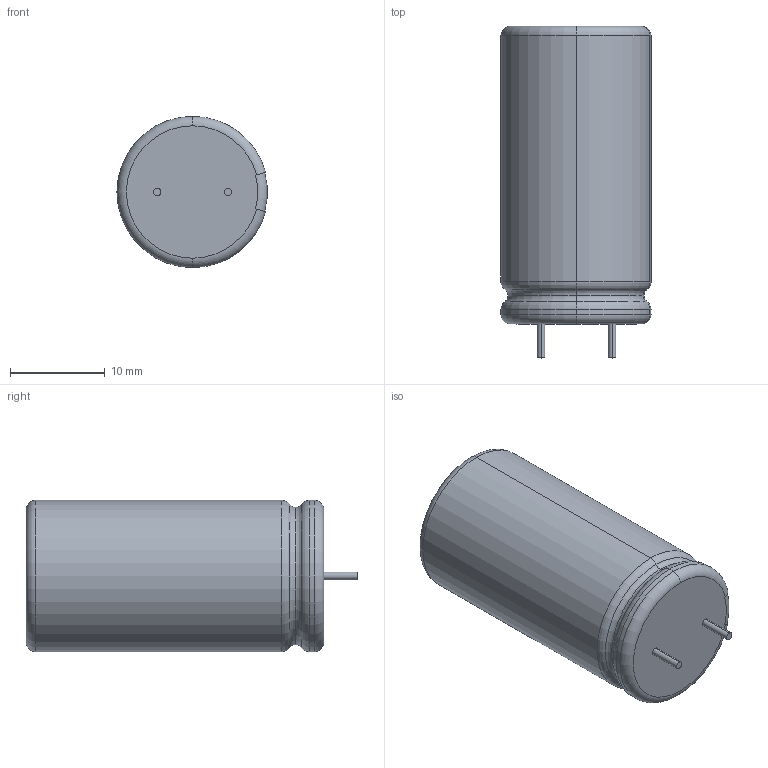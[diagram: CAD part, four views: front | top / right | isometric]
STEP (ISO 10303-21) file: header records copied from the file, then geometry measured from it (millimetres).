
FILE_DESCRIPTION (( 'STEP AP214' ), '1' );
FILE_NAME ('UFG1H102MHM.STEP', '2020-09-04T04:54:12', ( '' ), ( '' ), 'SwSTEP 2.0', 'SolidWorks 2018', '' );
FILE_SCHEMA (( 'AUTOMOTIVE_DESIGN' ));
Length unit declared in the file: millimetre
Products named in the file (1): UFG1H102MHM
Bounding box: 15.87 x 35.1 x 16 mm (x, y, z)
Volume: 6253.9 mm3; surface area: 1982.8 mm2
Topology: 3 solids, 3 shells, 44 faces, 100 edges, 62 vertices
Faces by surface type: torus 24, cylinder 12, plane 8
Entity records: 1412 total; most frequent: DIRECTION 270, CARTESIAN_POINT 207, ORIENTED_EDGE 200, AXIS2_PLACEMENT_3D 125, EDGE_CURVE 100, CIRCLE 80, VERTEX_POINT 62, EDGE_LOOP 44
